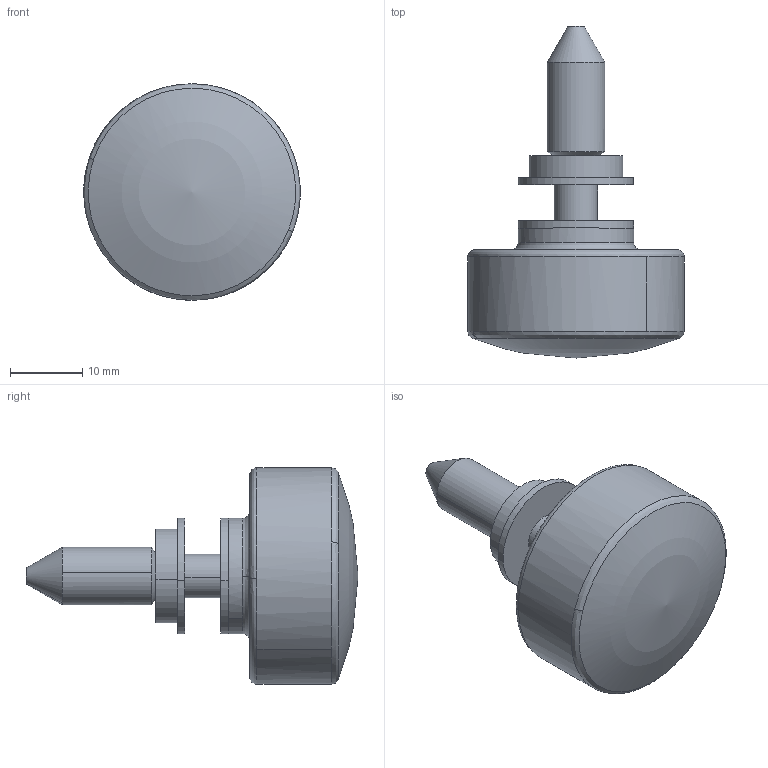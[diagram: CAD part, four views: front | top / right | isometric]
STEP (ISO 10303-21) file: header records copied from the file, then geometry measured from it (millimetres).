
FILE_DESCRIPTION((''),'2;1');
FILE_NAME('','2005-07-15T14:29:59',(''),(''),'','CADfix','');
FILE_SCHEMA(('AUTOMOTIVE_DESIGN'));
Length unit declared in the file: millimetre
Products named in the file (5): washer_B; washer_A; knob; collar; TL_159_1_17560_36
Assembly tree (4 placements, depth 2):
  TL_159_1_17560_36
    washer_B
    washer_A
    knob
    collar
Bounding box: 29.99 x 46 x 30 mm (x, y, z)
Volume: 11868.5 mm3; surface area: 4459.7 mm2
Topology: 4 solids, 4 shells, 40 faces, 137 edges, 107 vertices
Faces by surface type: bspline 40
Entity records: 1864 total; most frequent: CARTESIAN_POINT 1041, ORIENTED_EDGE 274, EDGE_CURVE 137, VERTEX_POINT 107, EDGE_LOOP 48, FACE_OUTER_BOUND 40, ADVANCED_FACE 40, DIRECTION 26
